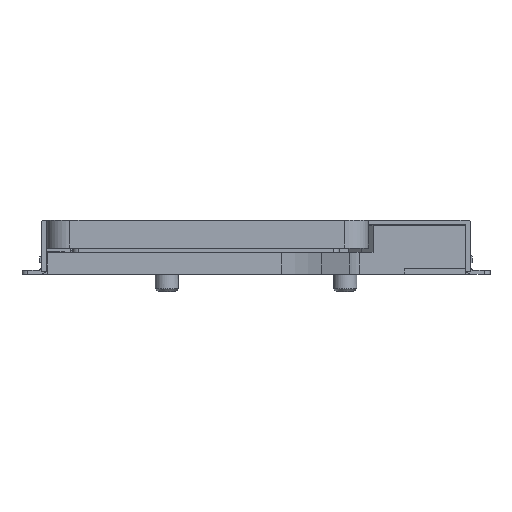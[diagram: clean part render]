
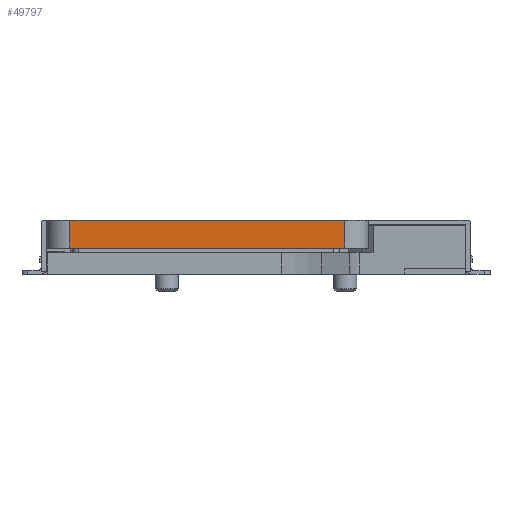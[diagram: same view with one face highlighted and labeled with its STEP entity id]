
A CAD part, front view. The second image highlights one B-rep face of the part: STEP entity #49797.
In plain terms, the highlighted planar face has unit normal (0, -1, 0).
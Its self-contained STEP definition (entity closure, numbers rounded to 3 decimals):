
#47021 = PLANE('',#47022);
#47022 = AXIS2_PLACEMENT_3D('',#47023,#47024,#47025);
#47023 = CARTESIAN_POINT('',(38.875,-11.423,0.02));
#47024 = DIRECTION('',(0.,0.,1.));
#47025 = DIRECTION('',(1.,0.,-0.));
#47381 = VERTEX_POINT('',#47382);
#47382 = CARTESIAN_POINT('',(49.075,-11.423,0.02));
#47397 = CYLINDRICAL_SURFACE('',#47398,0.8);
#47398 = AXIS2_PLACEMENT_3D('',#47399,#47400,#47401);
#47399 = CARTESIAN_POINT('',(49.075,-10.623,0.97));
#47400 = DIRECTION('',(0.,0.,-1.));
#47401 = DIRECTION('',(1.,0.,0.));
#47408 = EDGE_CURVE('',#47409,#47381,#47411,.T.);
#47409 = VERTEX_POINT('',#47410);
#47410 = CARTESIAN_POINT('',(39.675,-11.423,0.02));
#47411 = SURFACE_CURVE('',#47412,(#47416,#47423),.PCURVE_S1.);
#47412 = LINE('',#47413,#47414);
#47413 = CARTESIAN_POINT('',(44.375,-11.423,0.02));
#47414 = VECTOR('',#47415,1.);
#47415 = DIRECTION('',(1.,0.,0.));
#47416 = PCURVE('',#47021,#47417);
#47417 = DEFINITIONAL_REPRESENTATION('',(#47418),#47422);
#47418 = LINE('',#47419,#47420);
#47419 = CARTESIAN_POINT('',(5.5,0.));
#47420 = VECTOR('',#47421,1.);
#47421 = DIRECTION('',(1.,0.));
#47422 = ( GEOMETRIC_REPRESENTATION_CONTEXT(2) 
PARAMETRIC_REPRESENTATION_CONTEXT() REPRESENTATION_CONTEXT('2D SPACE',''
  ) );
#47423 = PCURVE('',#47424,#47429);
#47424 = PLANE('',#47425);
#47425 = AXIS2_PLACEMENT_3D('',#47426,#47427,#47428);
#47426 = CARTESIAN_POINT('',(49.075,-11.423,0.97));
#47427 = DIRECTION('',(-0.,-1.,-0.));
#47428 = DIRECTION('',(-1.,0.,0.));
#47429 = DEFINITIONAL_REPRESENTATION('',(#47430),#47434);
#47430 = LINE('',#47431,#47432);
#47431 = CARTESIAN_POINT('',(4.7,0.95));
#47432 = VECTOR('',#47433,1.);
#47433 = DIRECTION('',(-1.,0.));
#47434 = ( GEOMETRIC_REPRESENTATION_CONTEXT(2) 
PARAMETRIC_REPRESENTATION_CONTEXT() REPRESENTATION_CONTEXT('2D SPACE',''
  ) );
#47453 = CYLINDRICAL_SURFACE('',#47454,0.8);
#47454 = AXIS2_PLACEMENT_3D('',#47455,#47456,#47457);
#47455 = CARTESIAN_POINT('',(39.675,-10.623,0.02));
#47456 = DIRECTION('',(0.,0.,1.));
#47457 = DIRECTION('',(-1.,0.,0.));
#49709 = PLANE('',#49710);
#49710 = AXIS2_PLACEMENT_3D('',#49711,#49712,#49713);
#49711 = CARTESIAN_POINT('',(37.775,-11.625,0.97));
#49712 = DIRECTION('',(0.,0.,1.));
#49713 = DIRECTION('',(1.,0.,-0.));
#49747 = EDGE_CURVE('',#49748,#47381,#49750,.T.);
#49748 = VERTEX_POINT('',#49749);
#49749 = CARTESIAN_POINT('',(49.075,-11.423,0.97));
#49750 = SURFACE_CURVE('',#49751,(#49755,#49762),.PCURVE_S1.);
#49751 = LINE('',#49752,#49753);
#49752 = CARTESIAN_POINT('',(49.075,-11.423,0.97));
#49753 = VECTOR('',#49754,1.);
#49754 = DIRECTION('',(0.,0.,-1.));
#49755 = PCURVE('',#47397,#49756);
#49756 = DEFINITIONAL_REPRESENTATION('',(#49757),#49761);
#49757 = LINE('',#49758,#49759);
#49758 = CARTESIAN_POINT('',(1.571,0.));
#49759 = VECTOR('',#49760,1.);
#49760 = DIRECTION('',(0.,1.));
#49761 = ( GEOMETRIC_REPRESENTATION_CONTEXT(2) 
PARAMETRIC_REPRESENTATION_CONTEXT() REPRESENTATION_CONTEXT('2D SPACE',''
  ) );
#49762 = PCURVE('',#47424,#49763);
#49763 = DEFINITIONAL_REPRESENTATION('',(#49764),#49768);
#49764 = LINE('',#49765,#49766);
#49765 = CARTESIAN_POINT('',(0.,0.));
#49766 = VECTOR('',#49767,1.);
#49767 = DIRECTION('',(0.,1.));
#49768 = ( GEOMETRIC_REPRESENTATION_CONTEXT(2) 
PARAMETRIC_REPRESENTATION_CONTEXT() REPRESENTATION_CONTEXT('2D SPACE',''
  ) );
#49797 = ADVANCED_FACE('',(#49798),#47424,.T.);
#49798 = FACE_BOUND('',#49799,.T.);
#49799 = EDGE_LOOP('',(#49800,#49801,#49824,#49845));
#49800 = ORIENTED_EDGE('',*,*,#49747,.F.);
#49801 = ORIENTED_EDGE('',*,*,#49802,.T.);
#49802 = EDGE_CURVE('',#49748,#49803,#49805,.T.);
#49803 = VERTEX_POINT('',#49804);
#49804 = CARTESIAN_POINT('',(39.675,-11.423,0.97));
#49805 = SURFACE_CURVE('',#49806,(#49810,#49817),.PCURVE_S1.);
#49806 = LINE('',#49807,#49808);
#49807 = CARTESIAN_POINT('',(44.375,-11.423,0.97));
#49808 = VECTOR('',#49809,1.);
#49809 = DIRECTION('',(-1.,0.,0.));
#49810 = PCURVE('',#47424,#49811);
#49811 = DEFINITIONAL_REPRESENTATION('',(#49812),#49816);
#49812 = LINE('',#49813,#49814);
#49813 = CARTESIAN_POINT('',(4.7,0.));
#49814 = VECTOR('',#49815,1.);
#49815 = DIRECTION('',(1.,0.));
#49816 = ( GEOMETRIC_REPRESENTATION_CONTEXT(2) 
PARAMETRIC_REPRESENTATION_CONTEXT() REPRESENTATION_CONTEXT('2D SPACE',''
  ) );
#49817 = PCURVE('',#49709,#49818);
#49818 = DEFINITIONAL_REPRESENTATION('',(#49819),#49823);
#49819 = LINE('',#49820,#49821);
#49820 = CARTESIAN_POINT('',(6.6,0.202));
#49821 = VECTOR('',#49822,1.);
#49822 = DIRECTION('',(-1.,0.));
#49823 = ( GEOMETRIC_REPRESENTATION_CONTEXT(2) 
PARAMETRIC_REPRESENTATION_CONTEXT() REPRESENTATION_CONTEXT('2D SPACE',''
  ) );
#49824 = ORIENTED_EDGE('',*,*,#49825,.F.);
#49825 = EDGE_CURVE('',#47409,#49803,#49826,.T.);
#49826 = SURFACE_CURVE('',#49827,(#49831,#49838),.PCURVE_S1.);
#49827 = LINE('',#49828,#49829);
#49828 = CARTESIAN_POINT('',(39.675,-11.423,0.495));
#49829 = VECTOR('',#49830,1.);
#49830 = DIRECTION('',(0.,0.,1.));
#49831 = PCURVE('',#47424,#49832);
#49832 = DEFINITIONAL_REPRESENTATION('',(#49833),#49837);
#49833 = LINE('',#49834,#49835);
#49834 = CARTESIAN_POINT('',(9.4,0.475));
#49835 = VECTOR('',#49836,1.);
#49836 = DIRECTION('',(0.,-1.));
#49837 = ( GEOMETRIC_REPRESENTATION_CONTEXT(2) 
PARAMETRIC_REPRESENTATION_CONTEXT() REPRESENTATION_CONTEXT('2D SPACE',''
  ) );
#49838 = PCURVE('',#47453,#49839);
#49839 = DEFINITIONAL_REPRESENTATION('',(#49840),#49844);
#49840 = LINE('',#49841,#49842);
#49841 = CARTESIAN_POINT('',(1.571,0.475));
#49842 = VECTOR('',#49843,1.);
#49843 = DIRECTION('',(0.,1.));
#49844 = ( GEOMETRIC_REPRESENTATION_CONTEXT(2) 
PARAMETRIC_REPRESENTATION_CONTEXT() REPRESENTATION_CONTEXT('2D SPACE',''
  ) );
#49845 = ORIENTED_EDGE('',*,*,#47408,.T.);
